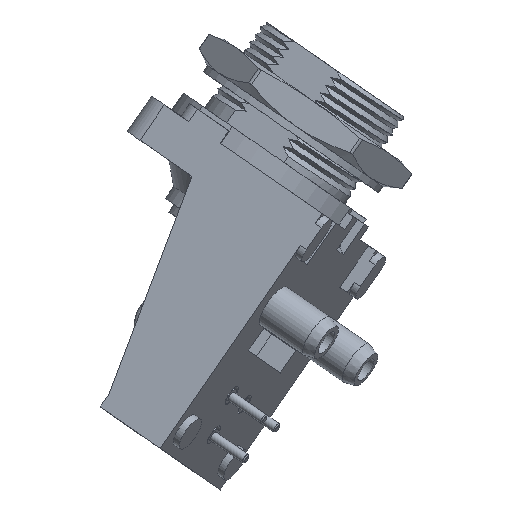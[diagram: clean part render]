
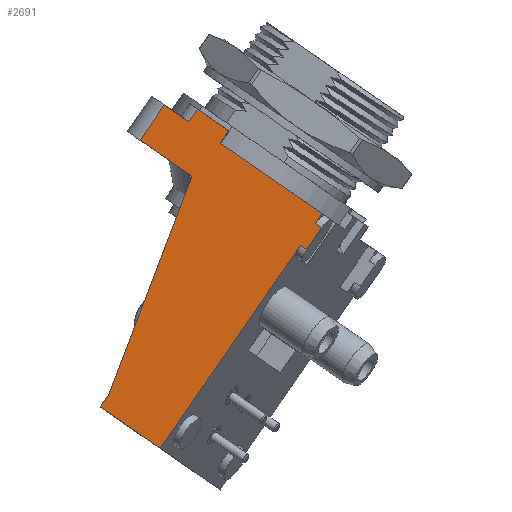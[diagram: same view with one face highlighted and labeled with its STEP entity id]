
A CAD part, left-side view. The second image highlights one B-rep face of the part: STEP entity #2691.
In plain terms, the highlighted planar face has unit normal (-0.952, 0.253, 0.174).
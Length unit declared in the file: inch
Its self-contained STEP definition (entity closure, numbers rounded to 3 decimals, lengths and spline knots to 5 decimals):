
#818=CARTESIAN_POINT('',(-0.15057,-0.04954,0.2368));
#819=VERTEX_POINT('',#818);
#837=CARTESIAN_POINT('',(-0.14452,-0.03412,0.24744));
#838=VERTEX_POINT('',#837);
#846=CARTESIAN_POINT('',(-0.14452,-0.03412,0.24744));
#847=DIRECTION('',(-0.307,-0.783,-0.541));
#848=VECTOR('',#847,0.01969);
#849=LINE('',#846,#848);
#850=EDGE_CURVE('',#838,#819,#849,.T.);
#860=CARTESIAN_POINT('',(-0.15057,-0.01152,0.18172));
#861=VERTEX_POINT('',#860);
#869=CARTESIAN_POINT('',(-0.14452,0.0039,0.19236));
#870=VERTEX_POINT('',#869);
#871=CARTESIAN_POINT('',(-0.14452,0.0039,0.19236));
#872=DIRECTION('',(-0.307,-0.783,-0.541));
#873=VECTOR('',#872,0.01969);
#874=LINE('',#871,#873);
#875=EDGE_CURVE('',#870,#861,#874,.T.);
#894=CARTESIAN_POINT('',(-0.15057,-0.01152,0.18172));
#895=DIRECTION('',(0.,-0.568,0.823));
#896=VECTOR('',#895,0.06693);
#897=LINE('',#894,#896);
#898=EDGE_CURVE('',#861,#819,#897,.T.);
#1072=CARTESIAN_POINT('',(-0.14452,-0.05201,0.27337));
#1073=VERTEX_POINT('',#1072);
#1080=CARTESIAN_POINT('',(-0.14452,-0.05201,0.27337));
#1081=DIRECTION('',(0.,0.568,-0.823));
#1082=VECTOR('',#1081,0.0315);
#1083=LINE('',#1080,#1082);
#1084=EDGE_CURVE('',#1073,#838,#1083,.T.);
#1111=CARTESIAN_POINT('',(-0.14452,0.36394,-0.32932));
#1112=VERTEX_POINT('',#1111);
#1113=CARTESIAN_POINT('',(-0.14452,0.0039,0.19236));
#1114=DIRECTION('',(0.,0.568,-0.823));
#1115=VECTOR('',#1114,0.63386);
#1116=LINE('',#1113,#1115);
#1117=EDGE_CURVE('',#870,#1112,#1116,.T.);
#1699=CARTESIAN_POINT('',(-0.0102,0.26823,0.54221));
#1700=VERTEX_POINT('',#1699);
#1718=CARTESIAN_POINT('',(-0.0102,0.29059,0.50981));
#1719=VERTEX_POINT('',#1718);
#1727=CARTESIAN_POINT('',(-0.0102,0.29059,0.50981));
#1728=DIRECTION('',(0.,-0.568,0.823));
#1729=VECTOR('',#1728,0.03937);
#1730=LINE('',#1727,#1729);
#1731=EDGE_CURVE('',#1719,#1700,#1730,.T.);
#1772=CARTESIAN_POINT('',(-0.04176,0.18774,0.48667));
#1773=VERTEX_POINT('',#1772);
#1780=CARTESIAN_POINT('',(-0.04176,0.21011,0.45426));
#1781=VERTEX_POINT('',#1780);
#1782=CARTESIAN_POINT('',(-0.04176,0.21011,0.45426));
#1783=DIRECTION('',(0.,-0.568,0.823));
#1784=VECTOR('',#1783,0.03937);
#1785=LINE('',#1782,#1784);
#1786=EDGE_CURVE('',#1781,#1773,#1785,.T.);
#1803=CARTESIAN_POINT('',(-0.04176,0.18774,0.48667));
#1804=DIRECTION('',(0.307,0.783,0.541));
#1805=VECTOR('',#1804,0.10276);
#1806=LINE('',#1803,#1805);
#1807=EDGE_CURVE('',#1773,#1700,#1806,.T.);
#1927=CARTESIAN_POINT('',(-0.04176,0.21011,0.45426));
#1928=DIRECTION('',(-0.307,-0.783,-0.541));
#1929=VECTOR('',#1928,0.33465);
#1930=LINE('',#1927,#1929);
#1931=EDGE_CURVE('',#1781,#1073,#1930,.T.);
#1952=CARTESIAN_POINT('',(0.01428,0.35304,0.55291));
#1953=VERTEX_POINT('',#1952);
#1961=CARTESIAN_POINT('',(0.01428,0.35304,0.55291));
#1962=DIRECTION('',(-0.307,-0.783,-0.541));
#1963=VECTOR('',#1962,0.07972);
#1964=LINE('',#1961,#1963);
#1965=EDGE_CURVE('',#1953,#1719,#1964,.T.);
#2047=CARTESIAN_POINT('',(0.01428,0.41565,0.46218));
#2048=VERTEX_POINT('',#2047);
#2056=CARTESIAN_POINT('',(0.01428,0.41565,0.46218));
#2057=DIRECTION('',(0.,-0.568,0.823));
#2058=VECTOR('',#2057,0.11024);
#2059=LINE('',#2056,#2058);
#2060=EDGE_CURVE('',#2048,#1953,#2059,.T.);
#2542=CARTESIAN_POINT('',(-0.08407,0.51812,-0.22291));
#2543=VERTEX_POINT('',#2542);
#2544=CARTESIAN_POINT('',(-0.14452,0.36394,-0.32932));
#2545=DIRECTION('',(0.307,0.783,0.541));
#2546=VECTOR('',#2545,0.19685);
#2547=LINE('',#2544,#2546);
#2548=EDGE_CURVE('',#1112,#2543,#2547,.T.);
#2611=CARTESIAN_POINT('',(-0.03801,0.28228,0.37013));
#2612=VERTEX_POINT('',#2611);
#2619=CARTESIAN_POINT('',(-0.03801,0.28228,0.37013));
#2620=DIRECTION('',(0.307,0.783,0.541));
#2621=VECTOR('',#2620,0.17028);
#2622=LINE('',#2619,#2621);
#2623=EDGE_CURVE('',#2612,#2048,#2622,.T.);
#2634=CARTESIAN_POINT('',(-0.08407,0.49576,-0.19051));
#2635=VERTEX_POINT('',#2634);
#2642=CARTESIAN_POINT('',(-0.08407,0.49576,-0.19051));
#2643=DIRECTION('',(0.077,-0.355,0.932));
#2644=VECTOR('',#2643,0.60167);
#2645=LINE('',#2642,#2644);
#2646=EDGE_CURVE('',#2635,#2612,#2645,.T.);
#2659=CARTESIAN_POINT('',(-0.08407,0.51812,-0.22291));
#2660=DIRECTION('',(0.,-0.568,0.823));
#2661=VECTOR('',#2660,0.03937);
#2662=LINE('',#2659,#2661);
#2663=EDGE_CURVE('',#2543,#2635,#2662,.T.);
#2669=CARTESIAN_POINT('',(-0.07969,0.2765,0.15114));
#2670=DIRECTION('',(-0.952,0.253,0.174));
#2671=DIRECTION('',(0.,-0.568,0.823));
#2672=AXIS2_PLACEMENT_3D('',#2669,#2670,#2671);
#2673=PLANE('',#2672);
#2674=ORIENTED_EDGE('',*,*,#2060,.F.);
#2675=ORIENTED_EDGE('',*,*,#2623,.F.);
#2676=ORIENTED_EDGE('',*,*,#2646,.F.);
#2677=ORIENTED_EDGE('',*,*,#2663,.F.);
#2678=ORIENTED_EDGE('',*,*,#2548,.F.);
#2679=ORIENTED_EDGE('',*,*,#1117,.F.);
#2680=ORIENTED_EDGE('',*,*,#875,.T.);
#2681=ORIENTED_EDGE('',*,*,#898,.T.);
#2682=ORIENTED_EDGE('',*,*,#850,.F.);
#2683=ORIENTED_EDGE('',*,*,#1084,.F.);
#2684=ORIENTED_EDGE('',*,*,#1931,.F.);
#2685=ORIENTED_EDGE('',*,*,#1786,.T.);
#2686=ORIENTED_EDGE('',*,*,#1807,.T.);
#2687=ORIENTED_EDGE('',*,*,#1731,.F.);
#2688=ORIENTED_EDGE('',*,*,#1965,.F.);
#2689=EDGE_LOOP('',(#2674,#2675,#2676,#2677,#2678,#2679,#2680,#2681,#2682,#2683,#2684,#2685,#2686,#2687,#2688));
#2690=FACE_OUTER_BOUND('',#2689,.T.);
#2691=ADVANCED_FACE('',(#2690),#2673,.T.);
